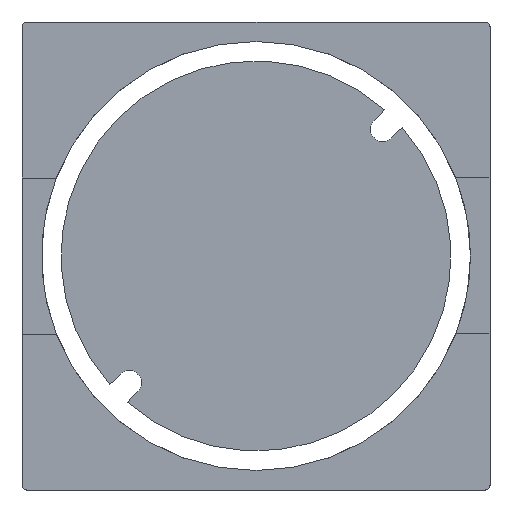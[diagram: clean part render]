
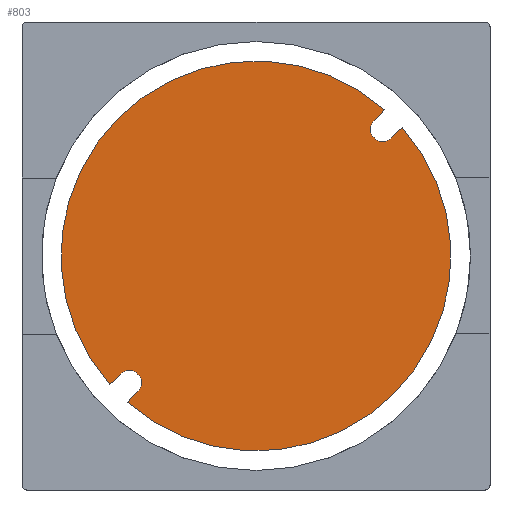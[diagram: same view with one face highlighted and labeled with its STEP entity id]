
A CAD part, front view. The second image highlights one B-rep face of the part: STEP entity #803.
In plain terms, the highlighted planar face has unit normal (0, -1, 0).
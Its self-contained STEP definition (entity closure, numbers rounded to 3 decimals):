
#669=CARTESIAN_POINT('',(-1.388,0.0,-1.212));
#670=VERTEX_POINT('',#669);
#671=CARTESIAN_POINT('',(-1.5,0.0,-1.323));
#672=VERTEX_POINT('',#671);
#673=CARTESIAN_POINT('',(-1.388,0.0,-1.212));
#674=DIRECTION('',(-0.707,0.0,-0.707));
#675=VECTOR('',#674,0.158);
#676=LINE('',#673,#675);
#677=EDGE_CURVE('',#670,#672,#676,.T.);
#717=CARTESIAN_POINT('',(1.323,0.0,1.5));
#718=VERTEX_POINT('',#717);
#719=CARTESIAN_POINT('',(0.0,0.0,0.0));
#720=DIRECTION('',(0.0,1.0,0.0));
#721=DIRECTION('',(-0.35,0.0,0.937));
#722=AXIS2_PLACEMENT_3D('',#719,#720,#721);
#723=CIRCLE('',#722,2.0);
#724=EDGE_CURVE('',#672,#718,#723,.T.);
#745=CARTESIAN_POINT('',(0.0,0.0,0.0));
#746=DIRECTION('',(0.0,1.0,0.0));
#747=DIRECTION('',(0.0,0.0,1.0));
#748=AXIS2_PLACEMENT_3D('',#745,#746,#747);
#749=PLANE('',#748);
#750=ORIENTED_EDGE('',*,*,#724,.F.);
#751=ORIENTED_EDGE('',*,*,#677,.F.);
#752=CARTESIAN_POINT('',(-1.212,0.0,-1.388));
#753=VERTEX_POINT('',#752);
#754=CARTESIAN_POINT('',(-1.3,0.0,-1.3));
#755=DIRECTION('',(0.0,-1.0,0.0));
#756=DIRECTION('',(1.0,0.0,0.0));
#757=AXIS2_PLACEMENT_3D('',#754,#755,#756);
#758=CIRCLE('',#757,0.125);
#759=EDGE_CURVE('',#753,#670,#758,.T.);
#760=ORIENTED_EDGE('',*,*,#759,.F.);
#761=CARTESIAN_POINT('',(-1.323,0.0,-1.5));
#762=VERTEX_POINT('',#761);
#763=CARTESIAN_POINT('',(-1.323,0.0,-1.5));
#764=DIRECTION('',(0.707,0.0,0.707));
#765=VECTOR('',#764,0.158);
#766=LINE('',#763,#765);
#767=EDGE_CURVE('',#762,#753,#766,.T.);
#768=ORIENTED_EDGE('',*,*,#767,.F.);
#769=CARTESIAN_POINT('',(1.5,0.0,1.323));
#770=VERTEX_POINT('',#769);
#771=CARTESIAN_POINT('',(0.0,0.0,0.0));
#772=DIRECTION('',(0.0,1.0,0.0));
#773=DIRECTION('',(1.0,0.0,0.0));
#774=AXIS2_PLACEMENT_3D('',#771,#772,#773);
#775=CIRCLE('',#774,2.0);
#776=EDGE_CURVE('',#770,#762,#775,.T.);
#777=ORIENTED_EDGE('',*,*,#776,.F.);
#778=CARTESIAN_POINT('',(1.388,0.0,1.212));
#779=VERTEX_POINT('',#778);
#780=CARTESIAN_POINT('',(1.388,0.0,1.212));
#781=DIRECTION('',(0.707,0.0,0.707));
#782=VECTOR('',#781,0.158);
#783=LINE('',#780,#782);
#784=EDGE_CURVE('',#779,#770,#783,.T.);
#785=ORIENTED_EDGE('',*,*,#784,.F.);
#786=CARTESIAN_POINT('',(1.212,0.0,1.388));
#787=VERTEX_POINT('',#786);
#788=CARTESIAN_POINT('',(1.3,0.0,1.3));
#789=DIRECTION('',(0.0,-1.0,0.0));
#790=DIRECTION('',(1.0,0.0,0.0));
#791=AXIS2_PLACEMENT_3D('',#788,#789,#790);
#792=CIRCLE('',#791,0.125);
#793=EDGE_CURVE('',#787,#779,#792,.T.);
#794=ORIENTED_EDGE('',*,*,#793,.F.);
#795=CARTESIAN_POINT('',(1.323,0.0,1.5));
#796=DIRECTION('',(-0.707,0.0,-0.707));
#797=VECTOR('',#796,0.158);
#798=LINE('',#795,#797);
#799=EDGE_CURVE('',#718,#787,#798,.T.);
#800=ORIENTED_EDGE('',*,*,#799,.F.);
#801=EDGE_LOOP('',(#750,#751,#760,#768,#777,#785,#794,#800));
#802=FACE_OUTER_BOUND('',#801,.T.);
#803=ADVANCED_FACE('',(#802),#749,.F.);
